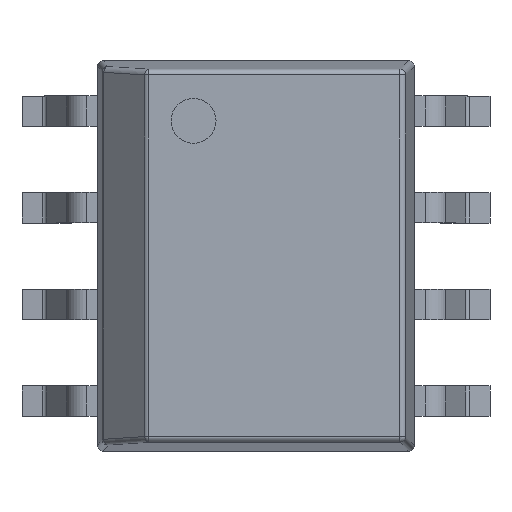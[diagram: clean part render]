
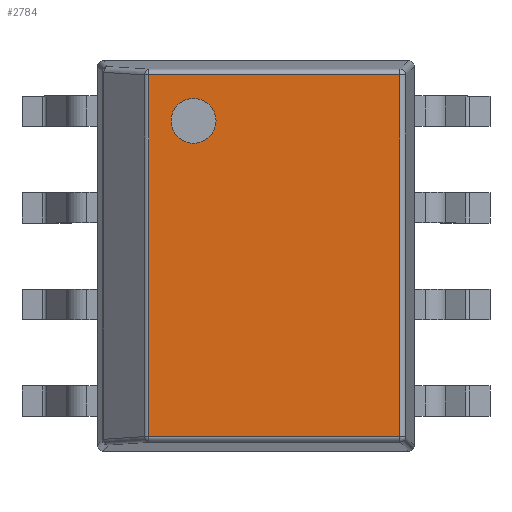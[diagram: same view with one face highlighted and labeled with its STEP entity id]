
A CAD part, top view. The second image highlights one B-rep face of the part: STEP entity #2784.
In plain terms, the highlighted planar face has unit normal (0, 0, 1).
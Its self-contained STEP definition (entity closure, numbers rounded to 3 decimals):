
#124=FACE_BOUND('',#523,.T.);
#137=PLANE('',#2992);
#257=CIRCLE('',#2993,0.295);
#364=FACE_OUTER_BOUND('',#522,.T.);
#522=EDGE_LOOP('',(#2086,#2087,#2088,#2089));
#523=EDGE_LOOP('',(#2090));
#671=LINE('',#4135,#962);
#673=LINE('',#4152,#964);
#683=LINE('',#4175,#974);
#687=LINE('',#4181,#978);
#962=VECTOR('',#3286,10.);
#964=VECTOR('',#3306,10.);
#974=VECTOR('',#3326,10.);
#978=VECTOR('',#3334,10.);
#1264=VERTEX_POINT('',#4104);
#1271=VERTEX_POINT('',#4125);
#1275=VERTEX_POINT('',#4140);
#1276=VERTEX_POINT('',#4144);
#1312=VERTEX_POINT('',#4269);
#1542=EDGE_CURVE('',#1264,#1271,#671,.T.);
#1550=EDGE_CURVE('',#1276,#1275,#673,.T.);
#1562=EDGE_CURVE('',#1271,#1276,#683,.T.);
#1566=EDGE_CURVE('',#1275,#1264,#687,.T.);
#1612=EDGE_CURVE('',#1312,#1312,#257,.T.);
#2086=ORIENTED_EDGE('',*,*,#1550,.F.);
#2087=ORIENTED_EDGE('',*,*,#1562,.F.);
#2088=ORIENTED_EDGE('',*,*,#1542,.F.);
#2089=ORIENTED_EDGE('',*,*,#1566,.F.);
#2090=ORIENTED_EDGE('',*,*,#1612,.T.);
#2784=ADVANCED_FACE('',(#364,#124),#137,.T.);
#2992=AXIS2_PLACEMENT_3D('',#4268,#3415,#3416);
#2993=AXIS2_PLACEMENT_3D('',#4270,#3417,#3418);
#3286=DIRECTION('',(0.,1.,0.));
#3306=DIRECTION('',(0.,-1.,0.));
#3326=DIRECTION('',(1.,0.,0.));
#3334=DIRECTION('',(-1.,0.,0.));
#3415=DIRECTION('center_axis',(0.,0.,1.));
#3416=DIRECTION('ref_axis',(1.,0.,0.));
#3417=DIRECTION('center_axis',(0.,0.,-1.));
#3418=DIRECTION('ref_axis',(-1.,0.,0.));
#4104=CARTESIAN_POINT('',(-1.409,-2.377,3.63));
#4125=CARTESIAN_POINT('',(-1.409,2.377,3.63));
#4135=CARTESIAN_POINT('',(-1.409,0.,3.63));
#4140=CARTESIAN_POINT('',(1.892,-2.377,3.63));
#4144=CARTESIAN_POINT('',(1.892,2.377,3.63));
#4152=CARTESIAN_POINT('',(1.892,0.,3.63));
#4175=CARTESIAN_POINT('',(-1.56,2.377,3.63));
#4181=CARTESIAN_POINT('',(-1.56,-2.377,3.63));
#4268=CARTESIAN_POINT('Origin',(-2.08,0.,3.63));
#4269=CARTESIAN_POINT('',(-0.526,1.773,3.63));
#4270=CARTESIAN_POINT('Origin',(-0.821,1.773,3.63));
